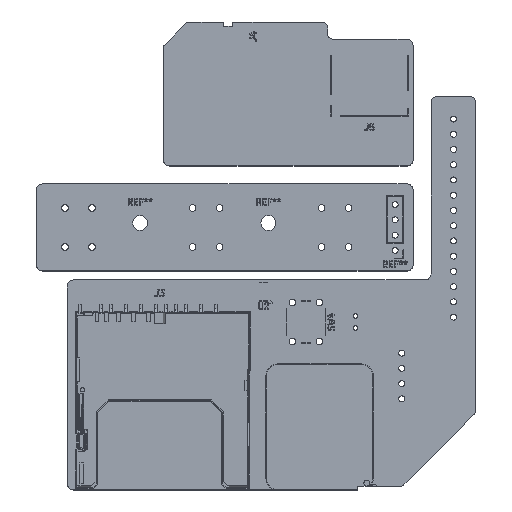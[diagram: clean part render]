
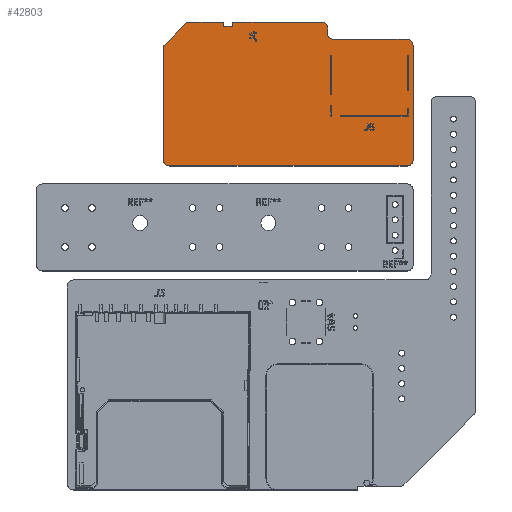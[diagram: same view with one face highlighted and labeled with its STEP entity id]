
A CAD part, top view. The second image highlights one B-rep face of the part: STEP entity #42803.
In plain terms, the highlighted planar face has unit normal (0, 0, 1).
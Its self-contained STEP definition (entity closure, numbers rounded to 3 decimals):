
#42084 = VERTEX_POINT('',#42085);
#42085 = CARTESIAN_POINT('',(-5.409,38.233,1.51));
#42091 = EDGE_CURVE('',#42084,#42092,#42094,.T.);
#42092 = VERTEX_POINT('',#42093);
#42093 = CARTESIAN_POINT('',(-3.909,38.233,1.51));
#42094 = LINE('',#42095,#42096);
#42095 = CARTESIAN_POINT('',(-5.409,38.233,1.51));
#42096 = VECTOR('',#42097,1.);
#42097 = DIRECTION('',(1.,0.,0.));
#42122 = EDGE_CURVE('',#42092,#42123,#42125,.T.);
#42123 = VERTEX_POINT('',#42124);
#42124 = CARTESIAN_POINT('',(-3.909,38.983,1.51));
#42125 = LINE('',#42126,#42127);
#42126 = CARTESIAN_POINT('',(-3.909,38.233,1.51));
#42127 = VECTOR('',#42128,1.);
#42128 = DIRECTION('',(0.,1.,0.));
#42153 = EDGE_CURVE('',#42123,#42154,#42156,.T.);
#42154 = VERTEX_POINT('',#42155);
#42155 = CARTESIAN_POINT('',(0.541,38.983,1.51));
#42156 = LINE('',#42157,#42158);
#42157 = CARTESIAN_POINT('',(-3.909,38.983,1.51));
#42158 = VECTOR('',#42159,1.);
#42159 = DIRECTION('',(1.,0.,0.));
#42184 = EDGE_CURVE('',#42154,#42185,#42187,.T.);
#42185 = VERTEX_POINT('',#42186);
#42186 = CARTESIAN_POINT('',(10.941,38.983,1.51));
#42187 = LINE('',#42188,#42189);
#42188 = CARTESIAN_POINT('',(0.541,38.983,1.51));
#42189 = VECTOR('',#42190,1.);
#42190 = DIRECTION('',(1.,0.,0.));
#42215 = EDGE_CURVE('',#42185,#42216,#42218,.T.);
#42216 = VERTEX_POINT('',#42217);
#42217 = CARTESIAN_POINT('',(11.941,37.983,1.51));
#42218 = CIRCLE('',#42219,1.);
#42219 = AXIS2_PLACEMENT_3D('',#42220,#42221,#42222);
#42220 = CARTESIAN_POINT('',(10.941,37.983,1.51));
#42221 = DIRECTION('',(0.,0.,-1.));
#42222 = DIRECTION('',(0.,1.,0.));
#42248 = EDGE_CURVE('',#42216,#42249,#42251,.T.);
#42249 = VERTEX_POINT('',#42250);
#42250 = CARTESIAN_POINT('',(11.941,37.108,1.51));
#42251 = LINE('',#42252,#42253);
#42252 = CARTESIAN_POINT('',(11.941,37.983,1.51));
#42253 = VECTOR('',#42254,1.);
#42254 = DIRECTION('',(0.,-1.,0.));
#42279 = EDGE_CURVE('',#42249,#42280,#42282,.T.);
#42280 = VERTEX_POINT('',#42281);
#42281 = CARTESIAN_POINT('',(12.941,36.108,1.51));
#42282 = CIRCLE('',#42283,1.);
#42283 = AXIS2_PLACEMENT_3D('',#42284,#42285,#42286);
#42284 = CARTESIAN_POINT('',(12.941,37.108,1.51));
#42285 = DIRECTION('',(0.,0.,1.));
#42286 = DIRECTION('',(-1.,0.,0.));
#42312 = EDGE_CURVE('',#42280,#42313,#42315,.T.);
#42313 = VERTEX_POINT('',#42314);
#42314 = CARTESIAN_POINT('',(25.191,36.108,1.51));
#42315 = LINE('',#42316,#42317);
#42316 = CARTESIAN_POINT('',(12.941,36.108,1.51));
#42317 = VECTOR('',#42318,1.);
#42318 = DIRECTION('',(1.,0.,0.));
#42343 = EDGE_CURVE('',#42313,#42344,#42346,.T.);
#42344 = VERTEX_POINT('',#42345);
#42345 = CARTESIAN_POINT('',(26.191,35.108,1.51));
#42346 = CIRCLE('',#42347,1.);
#42347 = AXIS2_PLACEMENT_3D('',#42348,#42349,#42350);
#42348 = CARTESIAN_POINT('',(25.191,35.108,1.51));
#42349 = DIRECTION('',(0.,0.,-1.));
#42350 = DIRECTION('',(0.,1.,0.));
#42376 = EDGE_CURVE('',#42344,#42377,#42379,.T.);
#42377 = VERTEX_POINT('',#42378);
#42378 = CARTESIAN_POINT('',(26.191,16.883,1.51));
#42379 = LINE('',#42380,#42381);
#42380 = CARTESIAN_POINT('',(26.191,35.108,1.51));
#42381 = VECTOR('',#42382,1.);
#42382 = DIRECTION('',(0.,-1.,0.));
#42407 = EDGE_CURVE('',#42377,#42408,#42410,.T.);
#42408 = VERTEX_POINT('',#42409);
#42409 = CARTESIAN_POINT('',(26.191,15.983,1.51));
#42410 = LINE('',#42411,#42412);
#42411 = CARTESIAN_POINT('',(26.191,16.883,1.51));
#42412 = VECTOR('',#42413,1.);
#42413 = DIRECTION('',(0.,-1.,0.));
#42438 = EDGE_CURVE('',#42408,#42439,#42441,.T.);
#42439 = VERTEX_POINT('',#42440);
#42440 = CARTESIAN_POINT('',(25.191,14.983,1.51));
#42441 = CIRCLE('',#42442,1.);
#42442 = AXIS2_PLACEMENT_3D('',#42443,#42444,#42445);
#42443 = CARTESIAN_POINT('',(25.191,15.982,1.51));
#42444 = DIRECTION('',(0.,0.,-1.));
#42445 = DIRECTION('',(1.,0.,0.));
#42471 = EDGE_CURVE('',#42439,#42472,#42474,.T.);
#42472 = VERTEX_POINT('',#42473);
#42473 = CARTESIAN_POINT('',(6.691,14.983,1.51));
#42474 = LINE('',#42475,#42476);
#42475 = CARTESIAN_POINT('',(25.191,14.983,1.51));
#42476 = VECTOR('',#42477,1.);
#42477 = DIRECTION('',(-1.,0.,0.));
#42502 = EDGE_CURVE('',#42472,#42503,#42505,.T.);
#42503 = VERTEX_POINT('',#42504);
#42504 = CARTESIAN_POINT('',(0.541,14.983,1.51));
#42505 = LINE('',#42506,#42507);
#42506 = CARTESIAN_POINT('',(6.691,14.983,1.51));
#42507 = VECTOR('',#42508,1.);
#42508 = DIRECTION('',(-1.,0.,0.));
#42533 = EDGE_CURVE('',#42503,#42534,#42536,.T.);
#42534 = VERTEX_POINT('',#42535);
#42535 = CARTESIAN_POINT('',(-14.409,14.983,1.51));
#42536 = LINE('',#42537,#42538);
#42537 = CARTESIAN_POINT('',(0.541,14.983,1.51));
#42538 = VECTOR('',#42539,1.);
#42539 = DIRECTION('',(-1.,0.,0.));
#42564 = EDGE_CURVE('',#42534,#42565,#42567,.T.);
#42565 = VERTEX_POINT('',#42566);
#42566 = CARTESIAN_POINT('',(-15.409,15.983,1.51));
#42567 = CIRCLE('',#42568,1.);
#42568 = AXIS2_PLACEMENT_3D('',#42569,#42570,#42571);
#42569 = CARTESIAN_POINT('',(-14.409,15.982,1.51));
#42570 = DIRECTION('',(0.,0.,-1.));
#42571 = DIRECTION('',(0.,-1.,0.));
#42597 = EDGE_CURVE('',#42565,#42598,#42600,.T.);
#42598 = VERTEX_POINT('',#42599);
#42599 = CARTESIAN_POINT('',(-15.409,34.775,1.51));
#42600 = LINE('',#42601,#42602);
#42601 = CARTESIAN_POINT('',(-15.409,15.983,1.51));
#42602 = VECTOR('',#42603,1.);
#42603 = DIRECTION('',(0.,1.,0.));
#42628 = EDGE_CURVE('',#42598,#42629,#42631,.T.);
#42629 = VERTEX_POINT('',#42630);
#42630 = CARTESIAN_POINT('',(-15.262,35.129,1.51));
#42631 = CIRCLE('',#42632,0.5);
#42632 = AXIS2_PLACEMENT_3D('',#42633,#42634,#42635);
#42633 = CARTESIAN_POINT('',(-14.909,34.775,1.51));
#42634 = DIRECTION('',(0.,0.,-1.));
#42635 = DIRECTION('',(-1.,0.,-0.));
#42661 = EDGE_CURVE('',#42629,#42662,#42664,.T.);
#42662 = VERTEX_POINT('',#42663);
#42663 = CARTESIAN_POINT('',(-11.555,38.836,1.51));
#42664 = LINE('',#42665,#42666);
#42665 = CARTESIAN_POINT('',(-15.262,35.129,1.51));
#42666 = VECTOR('',#42667,1.);
#42667 = DIRECTION('',(0.707,0.707,0.));
#42692 = EDGE_CURVE('',#42662,#42693,#42695,.T.);
#42693 = VERTEX_POINT('',#42694);
#42694 = CARTESIAN_POINT('',(-11.202,38.983,1.51));
#42695 = CIRCLE('',#42696,0.5);
#42696 = AXIS2_PLACEMENT_3D('',#42697,#42698,#42699);
#42697 = CARTESIAN_POINT('',(-11.202,38.482,1.51));
#42698 = DIRECTION('',(0.,0.,-1.));
#42699 = DIRECTION('',(-0.707,0.707,0.));
#42725 = EDGE_CURVE('',#42693,#42726,#42728,.T.);
#42726 = VERTEX_POINT('',#42727);
#42727 = CARTESIAN_POINT('',(-5.409,38.983,1.51));
#42728 = LINE('',#42729,#42730);
#42729 = CARTESIAN_POINT('',(-11.202,38.983,1.51));
#42730 = VECTOR('',#42731,1.);
#42731 = DIRECTION('',(1.,0.,0.));
#42756 = EDGE_CURVE('',#42726,#42084,#42757,.T.);
#42757 = LINE('',#42758,#42759);
#42758 = CARTESIAN_POINT('',(-5.409,38.983,1.51));
#42759 = VECTOR('',#42760,1.);
#42760 = DIRECTION('',(0.,-1.,0.));
#42803 = ADVANCED_FACE('',(#42804),#42828,.T.);
#42804 = FACE_BOUND('',#42805,.F.);
#42805 = EDGE_LOOP('',(#42806,#42807,#42808,#42809,#42810,#42811,#42812,
    #42813,#42814,#42815,#42816,#42817,#42818,#42819,#42820,#42821,
    #42822,#42823,#42824,#42825,#42826,#42827));
#42806 = ORIENTED_EDGE('',*,*,#42091,.T.);
#42807 = ORIENTED_EDGE('',*,*,#42122,.T.);
#42808 = ORIENTED_EDGE('',*,*,#42153,.T.);
#42809 = ORIENTED_EDGE('',*,*,#42184,.T.);
#42810 = ORIENTED_EDGE('',*,*,#42215,.T.);
#42811 = ORIENTED_EDGE('',*,*,#42248,.T.);
#42812 = ORIENTED_EDGE('',*,*,#42279,.T.);
#42813 = ORIENTED_EDGE('',*,*,#42312,.T.);
#42814 = ORIENTED_EDGE('',*,*,#42343,.T.);
#42815 = ORIENTED_EDGE('',*,*,#42376,.T.);
#42816 = ORIENTED_EDGE('',*,*,#42407,.T.);
#42817 = ORIENTED_EDGE('',*,*,#42438,.T.);
#42818 = ORIENTED_EDGE('',*,*,#42471,.T.);
#42819 = ORIENTED_EDGE('',*,*,#42502,.T.);
#42820 = ORIENTED_EDGE('',*,*,#42533,.T.);
#42821 = ORIENTED_EDGE('',*,*,#42564,.T.);
#42822 = ORIENTED_EDGE('',*,*,#42597,.T.);
#42823 = ORIENTED_EDGE('',*,*,#42628,.T.);
#42824 = ORIENTED_EDGE('',*,*,#42661,.T.);
#42825 = ORIENTED_EDGE('',*,*,#42692,.T.);
#42826 = ORIENTED_EDGE('',*,*,#42725,.T.);
#42827 = ORIENTED_EDGE('',*,*,#42756,.T.);
#42828 = PLANE('',#42829);
#42829 = AXIS2_PLACEMENT_3D('',#42830,#42831,#42832);
#42830 = CARTESIAN_POINT('',(0.,0.,1.51));
#42831 = DIRECTION('',(0.,0.,1.));
#42832 = DIRECTION('',(1.,0.,-0.));
